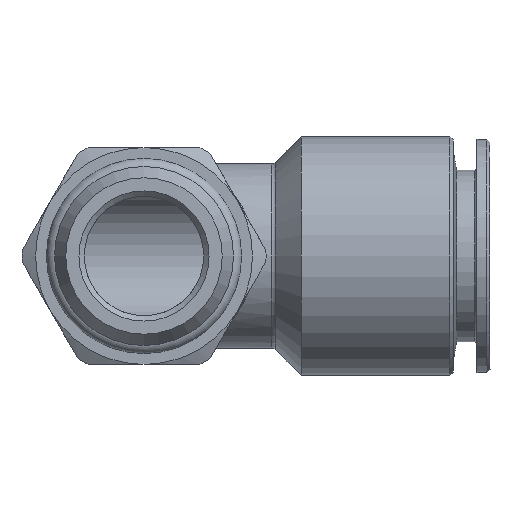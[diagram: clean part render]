
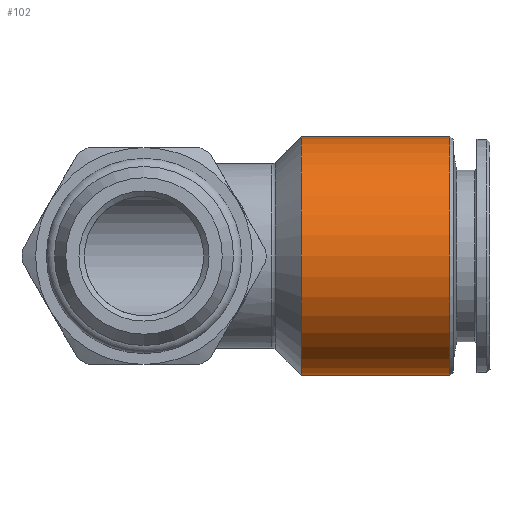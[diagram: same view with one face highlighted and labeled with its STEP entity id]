
A CAD part, front view. The second image highlights one B-rep face of the part: STEP entity #102.
In plain terms, the highlighted cylindrical face has radius 11 mm (diameter 22 mm), a full revolution.
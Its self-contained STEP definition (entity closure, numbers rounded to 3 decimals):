
#102 = ADVANCED_FACE( 'NONE', ( #206, #207 ), #208, .T. );
#206 = FACE_OUTER_BOUND( '', #504, .T. );
#207 = FACE_OUTER_BOUND( '', #505, .T. );
#208 = CYLINDRICAL_SURFACE( '', #506, 11. );
#504 = EDGE_LOOP( '', ( #1005 ) );
#505 = EDGE_LOOP( '', ( #1006 ) );
#506 = AXIS2_PLACEMENT_3D( '', #1007, #1008, #1009 );
#1005 = ORIENTED_EDGE( '', *, *, #1302, .F. );
#1006 = ORIENTED_EDGE( '', *, *, #1312, .T. );
#1007 = CARTESIAN_POINT( '', ( 0., 0., 0. ) );
#1008 = DIRECTION( '', ( 1., 0., 0. ) );
#1009 = DIRECTION( '', ( 0., 0., 1. ) );
#1302 = EDGE_CURVE( 'NONE', #1475, #1475, #1476, .T. );
#1312 = EDGE_CURVE( 'NONE', #1490, #1490, #1491, .T. );
#1475 = VERTEX_POINT( '', #1945 );
#1476 = CIRCLE( '', #1946, 11. );
#1490 = VERTEX_POINT( '', #1964 );
#1491 = CIRCLE( '', #1965, 11. );
#1945 = CARTESIAN_POINT( '', ( 14.5, 0., 11. ) );
#1946 = AXIS2_PLACEMENT_3D( '', #2249, #2250, #2251 );
#1964 = CARTESIAN_POINT( '', ( 28.2, 0., 11. ) );
#1965 = AXIS2_PLACEMENT_3D( '', #2276, #2277, #2278 );
#2249 = CARTESIAN_POINT( '', ( 14.5, 0., 0. ) );
#2250 = DIRECTION( '', ( -1., 0., 0. ) );
#2251 = DIRECTION( '', ( 0., 0., 1. ) );
#2276 = CARTESIAN_POINT( '', ( 28.2, 0., 0. ) );
#2277 = DIRECTION( '', ( -1., 0., 0. ) );
#2278 = DIRECTION( '', ( 0., 0., 1. ) );
